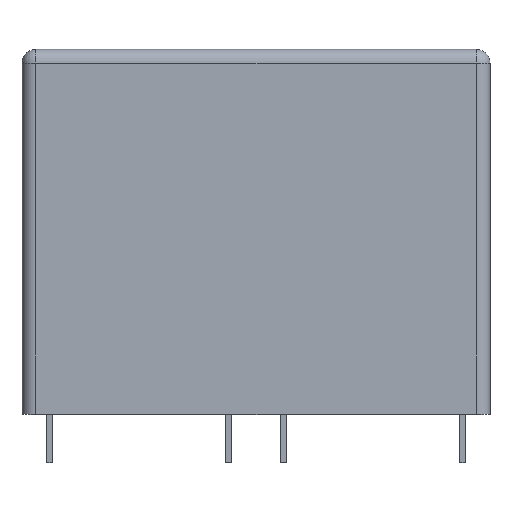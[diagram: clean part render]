
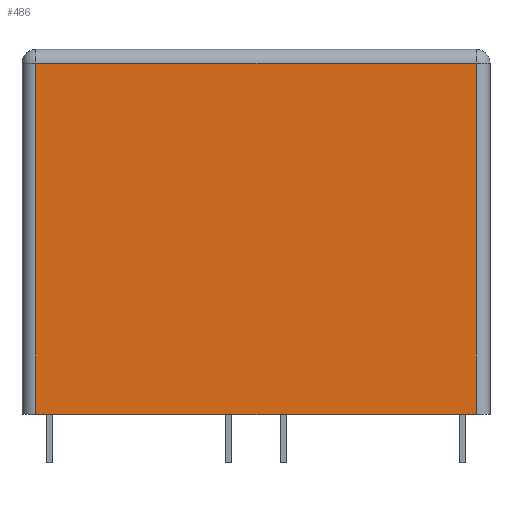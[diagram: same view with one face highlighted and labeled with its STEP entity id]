
A CAD part, top view. The second image highlights one B-rep face of the part: STEP entity #486.
In plain terms, the highlighted planar face has unit normal (0, 0, 1).
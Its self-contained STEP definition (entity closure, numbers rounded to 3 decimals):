
#52 = CARTESIAN_POINT ( 'NONE',  ( -16., 25.5, 7. ) ) ;
#108 = CARTESIAN_POINT ( 'NONE',  ( -16., 0., 7. ) ) ;
#109 = AXIS2_PLACEMENT_3D ( 'NONE', #478, #487, #731 ) ;
#116 = EDGE_CURVE ( 'NONE', #509, #729, #1047, .T. ) ;
#117 = ORIENTED_EDGE ( 'NONE', *, *, #186, .T. ) ;
#130 = ORIENTED_EDGE ( 'NONE', *, *, #906, .T. ) ;
#186 = EDGE_CURVE ( 'NONE', #509, #300, #592, .T. ) ;
#191 = CARTESIAN_POINT ( 'NONE',  ( 16., 26.5, 7. ) ) ;
#262 = VERTEX_POINT ( 'NONE', #363 ) ;
#293 = PLANE ( 'NONE',  #109 ) ;
#300 = VERTEX_POINT ( 'NONE', #52 ) ;
#363 = CARTESIAN_POINT ( 'NONE',  ( -16., 0., 7. ) ) ;
#380 = FACE_OUTER_BOUND ( 'NONE', #1042, .T. ) ;
#392 = DIRECTION ( 'NONE',  ( 0., -1., 0. ) ) ;
#456 = VECTOR ( 'NONE', #1023, 1000. ) ;
#478 = CARTESIAN_POINT ( 'NONE',  ( -16., 26.5, 7. ) ) ;
#483 = DIRECTION ( 'NONE',  ( 1., 0., 0. ) ) ;
#486 = ADVANCED_FACE ( 'NONE', ( #380 ), #293, .F. ) ;
#487 = DIRECTION ( 'NONE',  ( 0., 0., -1. ) ) ;
#509 = VERTEX_POINT ( 'NONE', #720 ) ;
#538 = VECTOR ( 'NONE', #666, 1000. ) ;
#555 = LINE ( 'NONE', #108, #567 ) ;
#567 = VECTOR ( 'NONE', #483, 1000. ) ;
#568 = LINE ( 'NONE', #634, #956 ) ;
#590 = CARTESIAN_POINT ( 'NONE',  ( 16., 0., 7. ) ) ;
#591 = ORIENTED_EDGE ( 'NONE', *, *, #860, .T. ) ;
#592 = LINE ( 'NONE', #855, #538 ) ;
#634 = CARTESIAN_POINT ( 'NONE',  ( -16., 26.5, 7. ) ) ;
#666 = DIRECTION ( 'NONE',  ( -1., 0., 0. ) ) ;
#720 = CARTESIAN_POINT ( 'NONE',  ( 16., 25.5, 7. ) ) ;
#729 = VERTEX_POINT ( 'NONE', #590 ) ;
#731 = DIRECTION ( 'NONE',  ( -1., 0., 0. ) ) ;
#855 = CARTESIAN_POINT ( 'NONE',  ( -16., 25.5, 7. ) ) ;
#860 = EDGE_CURVE ( 'NONE', #262, #729, #555, .T. ) ;
#906 = EDGE_CURVE ( 'NONE', #300, #262, #568, .T. ) ;
#956 = VECTOR ( 'NONE', #392, 1000. ) ;
#1023 = DIRECTION ( 'NONE',  ( 0., -1., 0. ) ) ;
#1037 = ORIENTED_EDGE ( 'NONE', *, *, #116, .F. ) ;
#1042 = EDGE_LOOP ( 'NONE', ( #1037, #117, #130, #591 ) ) ;
#1047 = LINE ( 'NONE', #191, #456 ) ;
